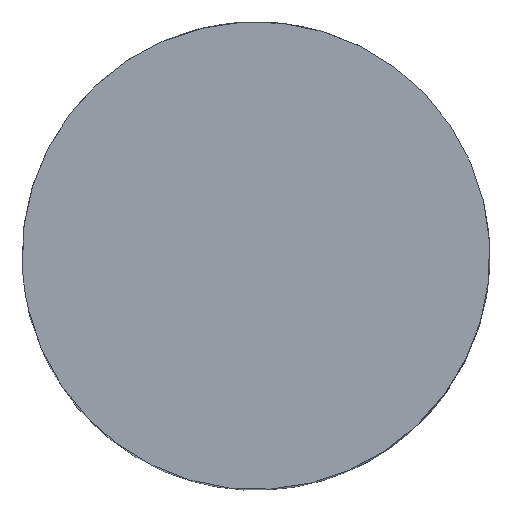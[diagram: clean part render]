
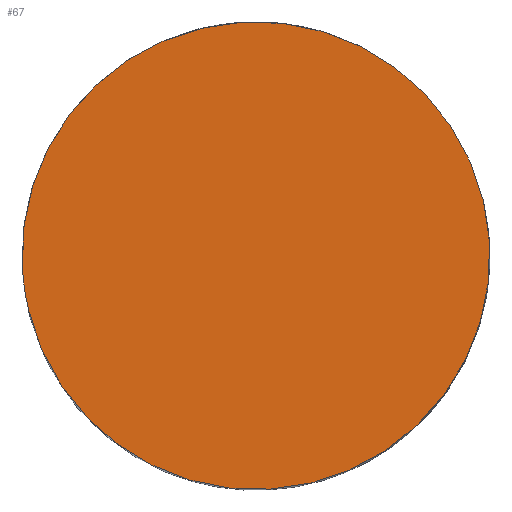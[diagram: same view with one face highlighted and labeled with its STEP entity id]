
A CAD part, top view. The second image highlights one B-rep face of the part: STEP entity #67.
In plain terms, the highlighted planar face has unit normal (0, 0, 1).
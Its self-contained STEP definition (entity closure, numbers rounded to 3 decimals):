
#44=FACE_OUTER_BOUND('',#88,.T.);
#50=PLANE('',#207);
#55=LINE('',#330,#60);
#56=LINE('',#332,#61);
#60=VECTOR('',#251,1.);
#61=VECTOR('',#252,1.);
#67=ADVANCED_FACE('',(#44),#50,.F.);
#88=EDGE_LOOP('',(#122,#123,#124,#125));
#97=CIRCLE('',#198,12.5);
#98=CIRCLE('',#201,12.5);
#122=ORIENTED_EDGE('',*,*,#162,.T.);
#123=ORIENTED_EDGE('',*,*,#155,.T.);
#124=ORIENTED_EDGE('',*,*,#158,.F.);
#125=ORIENTED_EDGE('',*,*,#163,.T.);
#141=VERTEX_POINT('',#315);
#142=VERTEX_POINT('',#316);
#144=VERTEX_POINT('',#320);
#146=VERTEX_POINT('',#331);
#155=EDGE_CURVE('',#141,#142,#97,.T.);
#158=EDGE_CURVE('',#144,#142,#98,.T.);
#162=EDGE_CURVE('',#146,#141,#55,.T.);
#163=EDGE_CURVE('',#144,#146,#56,.T.);
#198=AXIS2_PLACEMENT_3D('',#314,#231,#232);
#201=AXIS2_PLACEMENT_3D('',#321,#237,#238);
#207=AXIS2_PLACEMENT_3D('',#333,#253,#254);
#231=DIRECTION('',(0.,0.,1.));
#232=DIRECTION('',(0.,1.,0.));
#237=DIRECTION('',(0.,0.,-1.));
#238=DIRECTION('',(-0.985,0.172,0.));
#251=DIRECTION('',(0.,-1.,0.));
#252=DIRECTION('',(1.,0.,0.));
#253=DIRECTION('',(0.,0.,-1.));
#254=DIRECTION('',(-1.,0.,0.));
#314=CARTESIAN_POINT('',(0.,0.,1.));
#315=CARTESIAN_POINT('',(-12.15,-2.937,1.));
#316=CARTESIAN_POINT('',(-2.937,12.15,1.));
#320=CARTESIAN_POINT('',(-12.171,-2.85,1.));
#321=CARTESIAN_POINT('',(0.,0.,1.));
#330=CARTESIAN_POINT('',(-12.15,15.,1.));
#331=CARTESIAN_POINT('',(-12.15,-2.85,1.));
#332=CARTESIAN_POINT('',(-12.171,-2.85,1.));
#333=CARTESIAN_POINT('',(0.,0.,1.));
